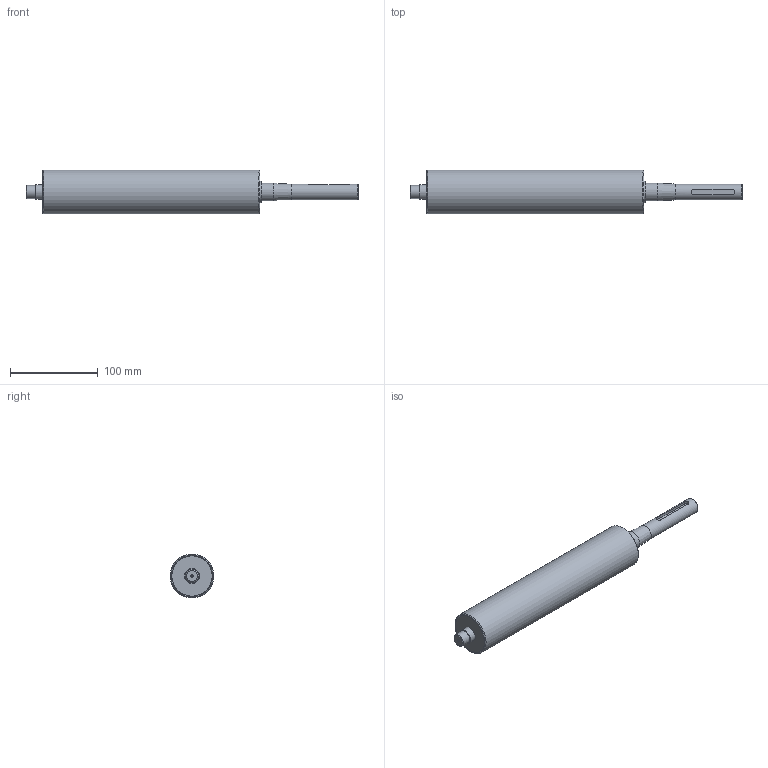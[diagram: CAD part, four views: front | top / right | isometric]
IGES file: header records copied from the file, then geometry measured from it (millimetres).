
Global section: file name: 904551.44.stp.ipt; native system: Autodesk Inventor 2014; preprocessor: unknown; author: zeman; date: 20151020.100303; units: millimetre
Bounding box: 378 x 50 x 50 mm (x, y, z)
Volume: 172740.4 mm3; surface area: 90916.6 mm2
Topology: 3 solids, 3 shells, 42 faces, 88 edges, 59 vertices
Faces by surface type: plane 15, revolution 11, cylinder 8, cone 6, bspline 2
Full cylindrical faces by diameter (mm): 15 x1, 17 x1, 18 x1, 20 x1, 25 x1, 46 x2, 50 x1
